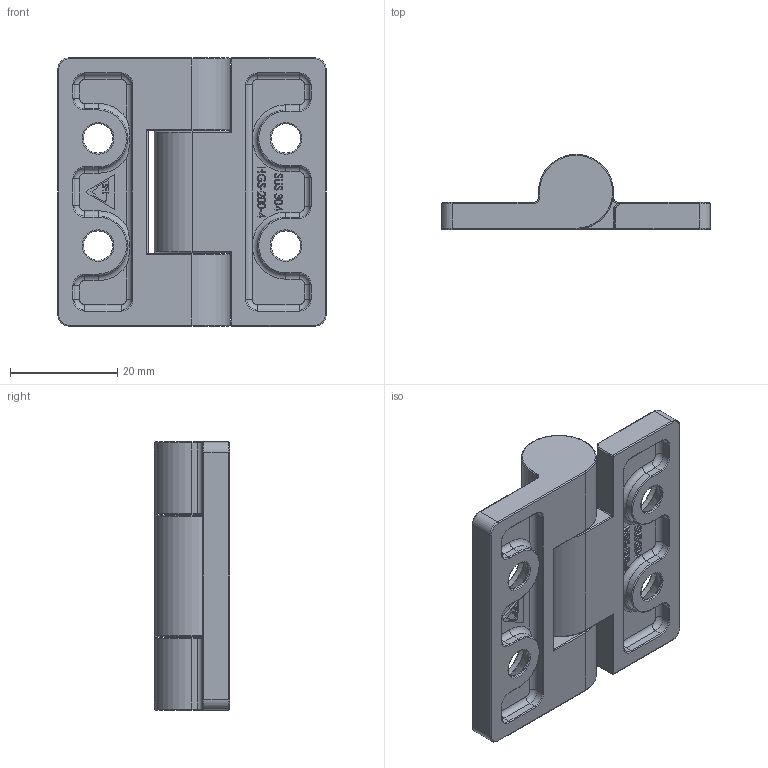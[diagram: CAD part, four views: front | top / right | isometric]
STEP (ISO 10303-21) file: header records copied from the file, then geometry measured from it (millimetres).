
FILE_DESCRIPTION (( 'STEP AP214' ), '1' );
FILE_NAME ('HGS-200-4E.STEP', '2019-08-01T02:14:42', ( '' ), ( '' ), 'SwSTEP 2.0', 'SolidWorks 2010', '' );
FILE_SCHEMA (( 'AUTOMOTIVE_DESIGN' ));
Length unit declared in the file: millimetre
Products named in the file (4): 鉸鏈片(1); 插銷; 鉸鏈片(2); HGS-200-4E
Assembly tree (3 placements, depth 2):
  HGS-200-4E
    鉸鏈片(2)
    鉸鏈片(1)
    插銷
Bounding box: 50 x 14 x 50 mm (x, y, z)
Volume: 14217.4 mm3; surface area: 9804.8 mm2
Topology: 3 solids, 3 shells, 582 faces, 1443 edges, 878 vertices
Faces by surface type: plane 172, cylinder 147, bspline 135, torus 110, sphere 10, cone 8
Entity records: 28193 total; most frequent: CARTESIAN_POINT 14988, ORIENTED_EDGE 2846, DIRECTION 2509, EDGE_CURVE 1423, AXIS2_PLACEMENT_3D 907, VERTEX_POINT 874, LINE 695, VECTOR 695
